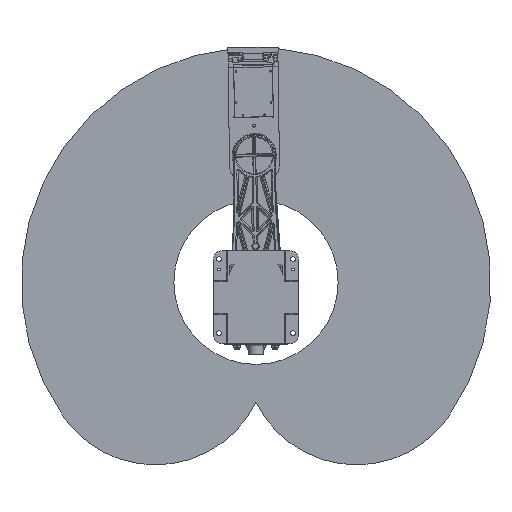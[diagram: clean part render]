
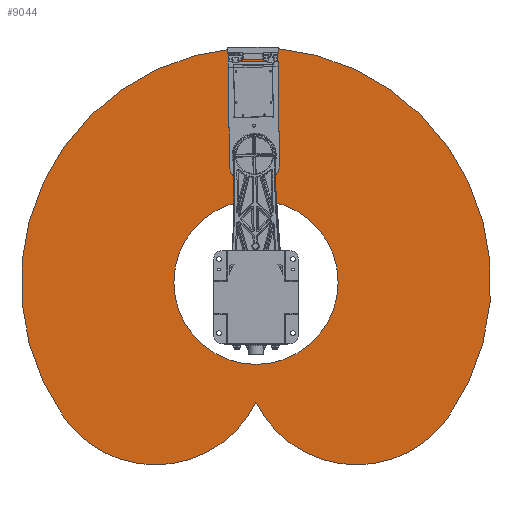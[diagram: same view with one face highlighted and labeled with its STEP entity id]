
A CAD part, front view. The second image highlights one B-rep face of the part: STEP entity #9044.
In plain terms, the highlighted planar face has unit normal (0, -1, 0).
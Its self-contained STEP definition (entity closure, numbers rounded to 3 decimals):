
#2830 = ORIENTED_EDGE ( 'NONE', *, *, #28441, .F. ) ;
#3052 = CARTESIAN_POINT ( 'NONE',  ( 0., 0., 0. ) ) ;
#4071 = FACE_OUTER_BOUND ( 'NONE', #75296, .T. ) ;
#7188 = AXIS2_PLACEMENT_3D ( 'NONE', #96884, #26061, #9524 ) ;
#9044 = ADVANCED_FACE ( 'NONE', ( #4071, #81122 ), #67179, .F. ) ;
#9524 = DIRECTION ( 'NONE',  ( 0., 0., 1. ) ) ;
#10523 = EDGE_CURVE ( 'NONE', #75389, #13661, #60749, .T. ) ;
#13244 = CARTESIAN_POINT ( 'NONE',  ( -237.554, 0., -166.337 ) ) ;
#13661 = VERTEX_POINT ( 'NONE', #98348 ) ;
#14403 = DIRECTION ( 'NONE',  ( 0., 1., 0. ) ) ;
#16471 = AXIS2_PLACEMENT_3D ( 'NONE', #19387, #40625, #74251 ) ;
#16666 = EDGE_CURVE ( 'NONE', #57959, #71582, #86332, .T. ) ;
#19387 = CARTESIAN_POINT ( 'NONE',  ( 0., 0., 0. ) ) ;
#24744 = CIRCLE ( 'NONE', #16471, 555. ) ;
#26061 = DIRECTION ( 'NONE',  ( 0., 1., 0. ) ) ;
#26197 = CARTESIAN_POINT ( 'NONE',  ( 0., 0., -194. ) ) ;
#26199 = DIRECTION ( 'NONE',  ( 0., 1., 0. ) ) ;
#26836 = DIRECTION ( 'NONE',  ( 0., 1., 0. ) ) ;
#27424 = ORIENTED_EDGE ( 'NONE', *, *, #67993, .F. ) ;
#28441 = EDGE_CURVE ( 'NONE', #13661, #37196, #43203, .T. ) ;
#29830 = CARTESIAN_POINT ( 'NONE',  ( 0., 0., 0. ) ) ;
#31950 = CARTESIAN_POINT ( 'NONE',  ( 0., 0., -283.781 ) ) ;
#35000 = CARTESIAN_POINT ( 'NONE',  ( -454.629, 0., -318.335 ) ) ;
#35154 = CIRCLE ( 'NONE', #94645, 194. ) ;
#35987 = DIRECTION ( 'NONE',  ( 0., 0., 1. ) ) ;
#37196 = VERTEX_POINT ( 'NONE', #35000 ) ;
#40625 = DIRECTION ( 'NONE',  ( 0., 1., 0. ) ) ;
#42946 = VERTEX_POINT ( 'NONE', #101845 ) ;
#43203 = CIRCLE ( 'NONE', #64637, 265. ) ;
#43257 = ORIENTED_EDGE ( 'NONE', *, *, #73884, .F. ) ;
#49056 = DIRECTION ( 'NONE',  ( 0., 0., 1. ) ) ;
#51764 = CIRCLE ( 'NONE', #7188, 265. ) ;
#52097 = AXIS2_PLACEMENT_3D ( 'NONE', #52749, #76598, #52246 ) ;
#52246 = DIRECTION ( 'NONE',  ( 0., 0., 1. ) ) ;
#52298 = EDGE_LOOP ( 'NONE', ( #95984, #53217 ) ) ;
#52749 = CARTESIAN_POINT ( 'NONE',  ( 237.554, 0., -166.337 ) ) ;
#53217 = ORIENTED_EDGE ( 'NONE', *, *, #69078, .T. ) ;
#57764 = DIRECTION ( 'NONE',  ( 0., 0., 1. ) ) ;
#57959 = VERTEX_POINT ( 'NONE', #26197 ) ;
#60749 = CIRCLE ( 'NONE', #73967, 265. ) ;
#62015 = DIRECTION ( 'NONE',  ( 0., 0., 1. ) ) ;
#64637 = AXIS2_PLACEMENT_3D ( 'NONE', #67743, #14403, #62015 ) ;
#65526 = CARTESIAN_POINT ( 'NONE',  ( 0., 0., 0. ) ) ;
#65824 = ORIENTED_EDGE ( 'NONE', *, *, #10523, .F. ) ;
#67179 = PLANE ( 'NONE',  #72129 ) ;
#67743 = CARTESIAN_POINT ( 'NONE',  ( -237.554, 0., -166.337 ) ) ;
#67993 = EDGE_CURVE ( 'NONE', #75672, #42946, #51764, .T. ) ;
#69078 = EDGE_CURVE ( 'NONE', #71582, #57959, #35154, .T. ) ;
#71582 = VERTEX_POINT ( 'NONE', #95831 ) ;
#72129 = AXIS2_PLACEMENT_3D ( 'NONE', #3052, #26836, #49056 ) ;
#73884 = EDGE_CURVE ( 'NONE', #42946, #75389, #96676, .T. ) ;
#73967 = AXIS2_PLACEMENT_3D ( 'NONE', #13244, #84042, #35987 ) ;
#74251 = DIRECTION ( 'NONE',  ( 0., 0., 1. ) ) ;
#75296 = EDGE_LOOP ( 'NONE', ( #93826, #2830, #65824, #43257, #27424 ) ) ;
#75389 = VERTEX_POINT ( 'NONE', #31950 ) ;
#75672 = VERTEX_POINT ( 'NONE', #83059 ) ;
#76506 = AXIS2_PLACEMENT_3D ( 'NONE', #29830, #98613, #76904 ) ;
#76598 = DIRECTION ( 'NONE',  ( 0., 1., 0. ) ) ;
#76904 = DIRECTION ( 'NONE',  ( 0., 0., 1. ) ) ;
#81122 = FACE_BOUND ( 'NONE', #52298, .T. ) ;
#83059 = CARTESIAN_POINT ( 'NONE',  ( 454.629, 0., -318.335 ) ) ;
#84042 = DIRECTION ( 'NONE',  ( 0., 1., 0. ) ) ;
#86332 = CIRCLE ( 'NONE', #76506, 194. ) ;
#93826 = ORIENTED_EDGE ( 'NONE', *, *, #102270, .F. ) ;
#94645 = AXIS2_PLACEMENT_3D ( 'NONE', #65526, #26199, #57764 ) ;
#95831 = CARTESIAN_POINT ( 'NONE',  ( 0., 0., 194. ) ) ;
#95984 = ORIENTED_EDGE ( 'NONE', *, *, #16666, .T. ) ;
#96676 = CIRCLE ( 'NONE', #52097, 265. ) ;
#96884 = CARTESIAN_POINT ( 'NONE',  ( 237.554, 0., -166.337 ) ) ;
#98348 = CARTESIAN_POINT ( 'NONE',  ( -237.554, 0., -431.337 ) ) ;
#98613 = DIRECTION ( 'NONE',  ( 0., 1., 0. ) ) ;
#101845 = CARTESIAN_POINT ( 'NONE',  ( 237.554, 0., -431.337 ) ) ;
#102270 = EDGE_CURVE ( 'NONE', #37196, #75672, #24744, .T. ) ;
